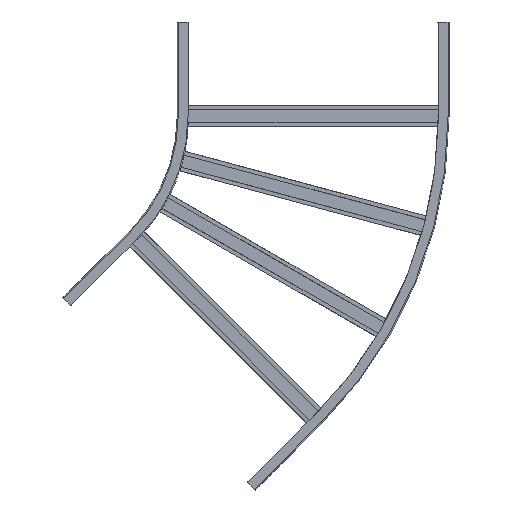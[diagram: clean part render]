
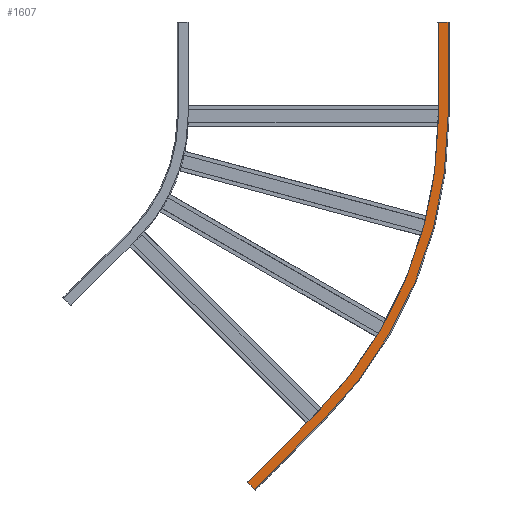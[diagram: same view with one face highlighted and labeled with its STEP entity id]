
A CAD part, front view. The second image highlights one B-rep face of the part: STEP entity #1607.
In plain terms, the highlighted planar face has unit normal (0, -1, 0).
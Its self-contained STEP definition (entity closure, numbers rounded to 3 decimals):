
#8 = AXIS2_PLACEMENT_3D ( 'NONE', #3144, #4450, #4447 ) ;
#942 = VECTOR ( 'NONE', #4190, 1000. ) ;
#944 = VECTOR ( 'NONE', #4193, 1000. ) ;
#945 = LINE ( 'NONE', #4191, #942 ) ;
#948 = VECTOR ( 'NONE', #4198, 1000. ) ;
#950 = VECTOR ( 'NONE', #4201, 1000. ) ;
#951 = LINE ( 'NONE', #4200, #948 ) ;
#952 = VECTOR ( 'NONE', #4204, 1000. ) ;
#953 = LINE ( 'NONE', #4202, #950 ) ;
#955 = LINE ( 'NONE', #4205, #952 ) ;
#973 = LINE ( 'NONE', #4211, #944 ) ;
#1018 = VECTOR ( 'NONE', #4324, 1000. ) ;
#1022 = LINE ( 'NONE', #4331, #1018 ) ;
#1027 = CIRCLE ( 'NONE', #1763, 798.2 ) ;
#1069 = FACE_OUTER_BOUND ( 'NONE', #3804, .T. ) ;
#1607 = ADVANCED_FACE ( 'NONE', ( #1069 ), #3139, .T. ) ;
#1676 = AXIS2_PLACEMENT_3D ( 'NONE', #4788, #4833, #4785 ) ;
#1763 = AXIS2_PLACEMENT_3D ( 'NONE', #4335, #4334, #4333 ) ;
#1950 = CIRCLE ( 'NONE', #1676, 780.2 ) ;
#3139 = PLANE ( 'NONE',  #8 ) ;
#3144 = CARTESIAN_POINT ( 'NONE',  ( 264.413, -42.93, -737.413 ) ) ;
#3804 = EDGE_LOOP ( 'NONE', ( #5577, #5578, #5579, #5580, #5581, #5582, #5586, #5588 ) ) ;
#3889 = VERTEX_POINT ( 'NONE', #4448 ) ;
#3893 = VERTEX_POINT ( 'NONE', #4443 ) ;
#3902 = VERTEX_POINT ( 'NONE', #4432 ) ;
#3907 = VERTEX_POINT ( 'NONE', #4426 ) ;
#3908 = VERTEX_POINT ( 'NONE', #4425 ) ;
#3929 = VERTEX_POINT ( 'NONE', #4399 ) ;
#3939 = VERTEX_POINT ( 'NONE', #4384 ) ;
#3942 = VERTEX_POINT ( 'NONE', #4379 ) ;
#4190 = DIRECTION ( 'NONE',  ( 0., 0., 1. ) ) ;
#4191 = CARTESIAN_POINT ( 'NONE',  ( 480.2, -42.93, -173. ) ) ;
#4193 = DIRECTION ( 'NONE',  ( -1., 0., 0. ) ) ;
#4198 = DIRECTION ( 'NONE',  ( 0., 0., 1. ) ) ;
#4200 = CARTESIAN_POINT ( 'NONE',  ( 498.2, -42.93, -173. ) ) ;
#4201 = DIRECTION ( 'NONE',  ( -0.707, 0., 0.707 ) ) ;
#4202 = CARTESIAN_POINT ( 'NONE',  ( 142.083, -42.93, -859.742 ) ) ;
#4204 = DIRECTION ( 'NONE',  ( -0.707, 0., -0.707 ) ) ;
#4205 = CARTESIAN_POINT ( 'NONE',  ( 251.685, -42.93, -724.685 ) ) ;
#4211 = CARTESIAN_POINT ( 'NONE',  ( 498.2, -42.93, 0. ) ) ;
#4324 = DIRECTION ( 'NONE',  ( -0.707, 0., -0.707 ) ) ;
#4331 = CARTESIAN_POINT ( 'NONE',  ( 264.413, -42.93, -737.413 ) ) ;
#4333 = DIRECTION ( 'NONE',  ( 0.707, 0., 0.707 ) ) ;
#4334 = DIRECTION ( 'NONE',  ( 0., -1., 0. ) ) ;
#4335 = CARTESIAN_POINT ( 'NONE',  ( -300., -42.93, -173. ) ) ;
#4379 = CARTESIAN_POINT ( 'NONE',  ( 480.2, -42.93, 0. ) ) ;
#4384 = CARTESIAN_POINT ( 'NONE',  ( 498.2, -42.93, 0. ) ) ;
#4399 = CARTESIAN_POINT ( 'NONE',  ( 129.355, -42.93, -847.014 ) ) ;
#4425 = CARTESIAN_POINT ( 'NONE',  ( 264.413, -42.93, -737.413 ) ) ;
#4426 = CARTESIAN_POINT ( 'NONE',  ( 480.2, -42.93, -173. ) ) ;
#4432 = CARTESIAN_POINT ( 'NONE',  ( 142.083, -42.93, -859.742 ) ) ;
#4443 = CARTESIAN_POINT ( 'NONE',  ( 251.685, -42.93, -724.685 ) ) ;
#4447 = DIRECTION ( 'NONE',  ( 0.707, 0., 0.707 ) ) ;
#4448 = CARTESIAN_POINT ( 'NONE',  ( 498.2, -42.93, -173. ) ) ;
#4450 = DIRECTION ( 'NONE',  ( 0., -1., 0. ) ) ;
#4461 = EDGE_CURVE ( 'NONE', #3908, #3889, #1027, .T. ) ;
#4465 = EDGE_CURVE ( 'NONE', #3908, #3902, #1022, .T. ) ;
#4503 = EDGE_CURVE ( 'NONE', #3893, #3929, #955, .T. ) ;
#4504 = EDGE_CURVE ( 'NONE', #3902, #3929, #953, .T. ) ;
#4505 = EDGE_CURVE ( 'NONE', #3889, #3939, #951, .T. ) ;
#4507 = EDGE_CURVE ( 'NONE', #3939, #3942, #973, .T. ) ;
#4508 = EDGE_CURVE ( 'NONE', #3907, #3942, #945, .T. ) ;
#4785 = DIRECTION ( 'NONE',  ( 0.707, 0., 0.707 ) ) ;
#4788 = CARTESIAN_POINT ( 'NONE',  ( -300., -42.93, -173. ) ) ;
#4833 = DIRECTION ( 'NONE',  ( 0., -1., 0. ) ) ;
#4975 = EDGE_CURVE ( 'NONE', #3893, #3907, #1950, .T. ) ;
#5577 = ORIENTED_EDGE ( 'NONE', *, *, #4504, .F. ) ;
#5578 = ORIENTED_EDGE ( 'NONE', *, *, #4465, .F. ) ;
#5579 = ORIENTED_EDGE ( 'NONE', *, *, #4461, .T. ) ;
#5580 = ORIENTED_EDGE ( 'NONE', *, *, #4505, .T. ) ;
#5581 = ORIENTED_EDGE ( 'NONE', *, *, #4507, .T. ) ;
#5582 = ORIENTED_EDGE ( 'NONE', *, *, #4508, .F. ) ;
#5586 = ORIENTED_EDGE ( 'NONE', *, *, #4975, .F. ) ;
#5588 = ORIENTED_EDGE ( 'NONE', *, *, #4503, .T. ) ;
